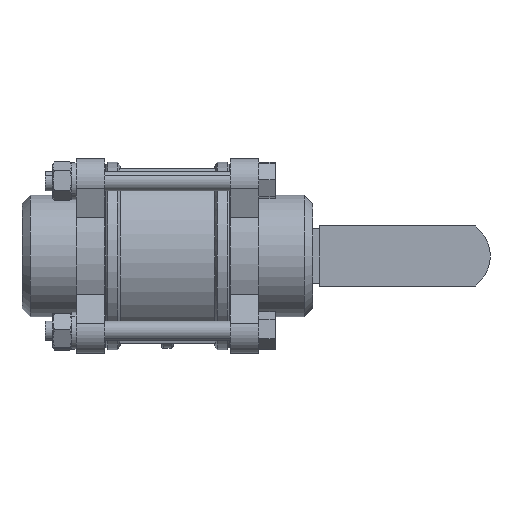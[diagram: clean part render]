
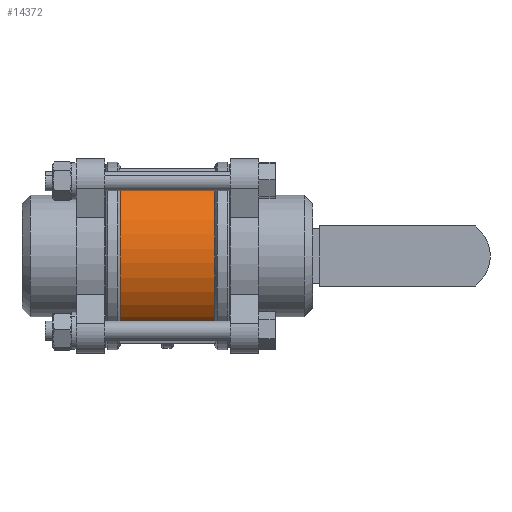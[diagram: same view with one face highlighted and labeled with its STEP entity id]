
A CAD part, front view. The second image highlights one B-rep face of the part: STEP entity #14372.
In plain terms, the highlighted cylindrical face has radius 46.15 mm (diameter 92.3 mm), a partial arc.
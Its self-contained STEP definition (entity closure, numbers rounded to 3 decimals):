
#400 = CARTESIAN_POINT ( 'NONE',  ( -45.204, -14.56, 43.793 ) ) ;
#2037 = EDGE_LOOP ( 'NONE', ( #15849, #2739, #20835, #4147 ) ) ;
#2739 = ORIENTED_EDGE ( 'NONE', *, *, #7749, .T. ) ;
#3613 = DIRECTION ( 'NONE',  ( -1., 0., 0. ) ) ;
#4147 = ORIENTED_EDGE ( 'NONE', *, *, #16005, .T. ) ;
#4485 = VERTEX_POINT ( 'NONE', #18948 ) ;
#5524 = DIRECTION ( 'NONE',  ( -1., 0., 0. ) ) ;
#6374 = CARTESIAN_POINT ( 'NONE',  ( -24.359, -14.56, -43.793 ) ) ;
#7749 = EDGE_CURVE ( 'NONE', #8366, #4485, #17591, .T. ) ;
#8366 = VERTEX_POINT ( 'NONE', #6374 ) ;
#8576 = VERTEX_POINT ( 'NONE', #9050 ) ;
#9050 = CARTESIAN_POINT ( 'NONE',  ( 24.359, -14.56, 43.793 ) ) ;
#9626 = AXIS2_PLACEMENT_3D ( 'NONE', #11657, #5524, #26016 ) ;
#11132 = DIRECTION ( 'NONE',  ( -1., 0., 0. ) ) ;
#11456 = VECTOR ( 'NONE', #23657, 1000. ) ;
#11657 = CARTESIAN_POINT ( 'NONE',  ( -45.204, 0., 0. ) ) ;
#11715 = FACE_OUTER_BOUND ( 'NONE', #2037, .T. ) ;
#13247 = EDGE_CURVE ( 'NONE', #4485, #8576, #22704, .T. ) ;
#13445 = CARTESIAN_POINT ( 'NONE',  ( -24.359, -14.56, 43.793 ) ) ;
#13789 = AXIS2_PLACEMENT_3D ( 'NONE', #23443, #11132, #25497 ) ;
#14372 = ADVANCED_FACE ( 'NONE', ( #11715 ), #15238, .T. ) ;
#15238 = CYLINDRICAL_SURFACE ( 'NONE', #9626, 46.15 ) ;
#15581 = VERTEX_POINT ( 'NONE', #13445 ) ;
#15849 = ORIENTED_EDGE ( 'NONE', *, *, #22031, .F. ) ;
#15947 = CARTESIAN_POINT ( 'NONE',  ( 24.359, 0., 0. ) ) ;
#16005 = EDGE_CURVE ( 'NONE', #8576, #15581, #22951, .T. ) ;
#16843 = VECTOR ( 'NONE', #22957, 1000. ) ;
#17591 = LINE ( 'NONE', #25621, #11456 ) ;
#18025 = DIRECTION ( 'NONE',  ( 0., 0., 1. ) ) ;
#18948 = CARTESIAN_POINT ( 'NONE',  ( 24.359, -14.56, -43.793 ) ) ;
#20835 = ORIENTED_EDGE ( 'NONE', *, *, #13247, .T. ) ;
#22031 = EDGE_CURVE ( 'NONE', #8366, #15581, #26422, .T. ) ;
#22704 = CIRCLE ( 'NONE', #23197, 46.15 ) ;
#22951 = LINE ( 'NONE', #400, #16843 ) ;
#22957 = DIRECTION ( 'NONE',  ( -1., 0., 0. ) ) ;
#23197 = AXIS2_PLACEMENT_3D ( 'NONE', #15947, #3613, #18025 ) ;
#23443 = CARTESIAN_POINT ( 'NONE',  ( -24.359, 0., 0. ) ) ;
#23657 = DIRECTION ( 'NONE',  ( 1., 0., 0. ) ) ;
#25497 = DIRECTION ( 'NONE',  ( 0., 0., 1. ) ) ;
#25621 = CARTESIAN_POINT ( 'NONE',  ( -45.204, -14.56, -43.793 ) ) ;
#26016 = DIRECTION ( 'NONE',  ( 0., 0., 1. ) ) ;
#26422 = CIRCLE ( 'NONE', #13789, 46.15 ) ;
